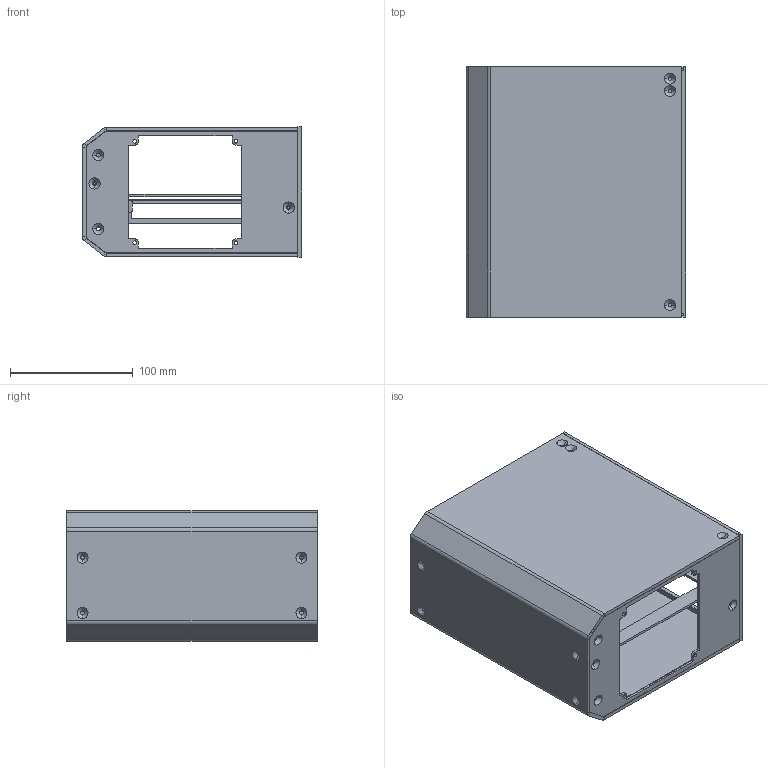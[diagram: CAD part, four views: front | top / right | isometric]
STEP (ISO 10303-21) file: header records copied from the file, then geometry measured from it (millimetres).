
FILE_DESCRIPTION((''),'2;1');
FILE_NAME('BOX_ASM','2017-09-22T',('Administrator'),(''),'CREO PARAMETRIC BY PTC INC, 2015480','CREO PARAMETRIC BY PTC INC, 2015480','');
FILE_SCHEMA(('CONFIG_CONTROL_DESIGN'));
Length unit declared in the file: millimetre
Products named in the file (9): BOTTOMPANEL_16; BACKPANEL_25; BRATCH_49-; TOPPANEL_17-; PCIHOLDER_20-; PSUHOLDER_2-; FRAME_43-; TRIANGLEIRON_2--; BOX_ASM
Assembly tree (8 placements, depth 2):
  BOX_ASM
    BOTTOMPANEL_16
    BACKPANEL_25
    BRATCH_49-
    TOPPANEL_17-
    PCIHOLDER_20-
    PSUHOLDER_2-
    FRAME_43-
    TRIANGLEIRON_2--
Bounding box: 178.58 x 204 x 106 mm (x, y, z)
Volume: 364328.2 mm3; surface area: 279751.4 mm2
Topology: 8 solids, 8 shells, 516 faces, 1332 edges, 836 vertices
Faces by surface type: plane 287, cylinder 181, cone 48
Entity records: 16129 total; most frequent: DIRECTION 2862, CARTESIAN_POINT 2705, ORIENTED_EDGE 2664, EDGE_CURVE 1332, AXIS2_PLACEMENT_3D 998, VECTOR 866, LINE 866, VERTEX_POINT 836
